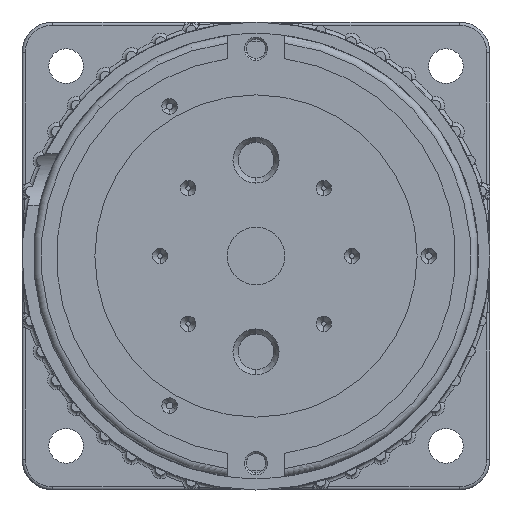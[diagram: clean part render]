
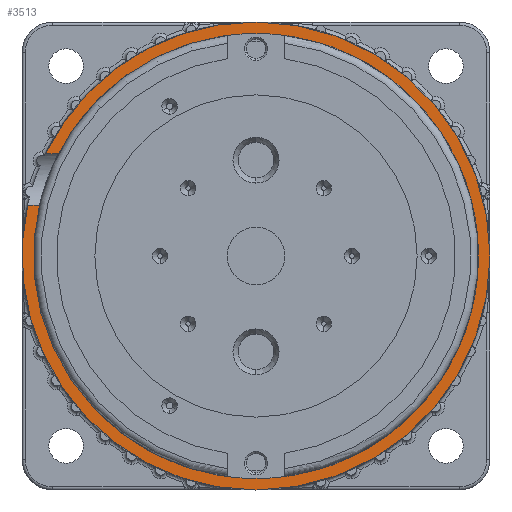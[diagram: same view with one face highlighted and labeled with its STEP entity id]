
A CAD part, front view. The second image highlights one B-rep face of the part: STEP entity #3513.
In plain terms, the highlighted planar face has unit normal (0, -1, 0).
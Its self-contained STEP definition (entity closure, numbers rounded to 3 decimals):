
#565 = CIRCLE ( 'NONE', #8673, 30.5 ) ;
#1108 = CIRCLE ( 'NONE', #21440, 29. ) ;
#1195 = CARTESIAN_POINT ( 'NONE',  ( 0., -61.5, 0. ) ) ;
#1605 = DIRECTION ( 'NONE',  ( 0., -1., 0. ) ) ;
#2456 = CARTESIAN_POINT ( 'NONE',  ( 0., -61.5, 0. ) ) ;
#2633 = AXIS2_PLACEMENT_3D ( 'NONE', #1195, #13108, #2912 ) ;
#2659 = VERTEX_POINT ( 'NONE', #18713 ) ;
#2912 = DIRECTION ( 'NONE',  ( 0., 0., -1. ) ) ;
#3018 = CARTESIAN_POINT ( 'NONE',  ( -28.228, -61.5, 6.646 ) ) ;
#3061 = AXIS2_PLACEMENT_3D ( 'NONE', #11808, #1605, #13519 ) ;
#3144 = EDGE_LOOP ( 'NONE', ( #15368, #20368, #7991, #4274, #5554, #17458, #12652, #12579 ) ) ;
#3513 = ADVANCED_FACE ( 'NONE', ( #4578 ), #13459, .T. ) ;
#3622 = CARTESIAN_POINT ( 'NONE',  ( -30.5, -61.5, 6.646 ) ) ;
#3667 = VERTEX_POINT ( 'NONE', #10562 ) ;
#4145 = DIRECTION ( 'NONE',  ( 0., 0., -1. ) ) ;
#4193 = EDGE_CURVE ( 'NONE', #4469, #17190, #1108, .T. ) ;
#4274 = ORIENTED_EDGE ( 'NONE', *, *, #6169, .T. ) ;
#4469 = VERTEX_POINT ( 'NONE', #9470 ) ;
#4578 = FACE_OUTER_BOUND ( 'NONE', #3144, .T. ) ;
#4689 = CARTESIAN_POINT ( 'NONE',  ( 0., -61.5, 0. ) ) ;
#5033 = CARTESIAN_POINT ( 'NONE',  ( -30.5, -61.5, 13.354 ) ) ;
#5302 = EDGE_CURVE ( 'NONE', #14785, #20355, #17854, .T. ) ;
#5554 = ORIENTED_EDGE ( 'NONE', *, *, #10190, .F. ) ;
#5719 = CARTESIAN_POINT ( 'NONE',  ( 0., -61.5, 0. ) ) ;
#6169 = EDGE_CURVE ( 'NONE', #19747, #8262, #13640, .T. ) ;
#6390 = DIRECTION ( 'NONE',  ( 0., 0., -1. ) ) ;
#7410 = DIRECTION ( 'NONE',  ( 0., 0., -1. ) ) ;
#7812 = CARTESIAN_POINT ( 'NONE',  ( 0., -61.5, 0. ) ) ;
#7991 = ORIENTED_EDGE ( 'NONE', *, *, #8930, .T. ) ;
#8210 = AXIS2_PLACEMENT_3D ( 'NONE', #19723, #9603, #21412 ) ;
#8262 = VERTEX_POINT ( 'NONE', #10710 ) ;
#8323 = VECTOR ( 'NONE', #13608, 1000. ) ;
#8673 = AXIS2_PLACEMENT_3D ( 'NONE', #5719, #17576, #7410 ) ;
#8741 = EDGE_CURVE ( 'NONE', #3667, #2659, #565, .T. ) ;
#8930 = EDGE_CURVE ( 'NONE', #2659, #19747, #20405, .T. ) ;
#9084 = LINE ( 'NONE', #5033, #8323 ) ;
#9470 = CARTESIAN_POINT ( 'NONE',  ( 0., -61.5, 29. ) ) ;
#9486 = DIRECTION ( 'NONE',  ( 0., 0., -1. ) ) ;
#9603 = DIRECTION ( 'NONE',  ( 0., -1., 0. ) ) ;
#10190 = EDGE_CURVE ( 'NONE', #17190, #8262, #9084, .T. ) ;
#10301 = AXIS2_PLACEMENT_3D ( 'NONE', #4689, #16568, #6390 ) ;
#10418 = DIRECTION ( 'NONE',  ( 1., 0., 0. ) ) ;
#10562 = CARTESIAN_POINT ( 'NONE',  ( -29.767, -61.5, 6.646 ) ) ;
#10710 = CARTESIAN_POINT ( 'NONE',  ( -27.421, -61.5, 13.354 ) ) ;
#11808 = CARTESIAN_POINT ( 'NONE',  ( 0., -61.5, 0. ) ) ;
#12579 = ORIENTED_EDGE ( 'NONE', *, *, #5302, .F. ) ;
#12652 = ORIENTED_EDGE ( 'NONE', *, *, #17164, .F. ) ;
#13108 = DIRECTION ( 'NONE',  ( 0., -1., 0. ) ) ;
#13459 = PLANE ( 'NONE',  #3061 ) ;
#13519 = DIRECTION ( 'NONE',  ( 0., 0., -1. ) ) ;
#13608 = DIRECTION ( 'NONE',  ( -1., 0., 0. ) ) ;
#13640 = CIRCLE ( 'NONE', #19398, 30.5 ) ;
#14350 = DIRECTION ( 'NONE',  ( 0., -1., 0. ) ) ;
#14565 = VECTOR ( 'NONE', #10418, 1000. ) ;
#14785 = VERTEX_POINT ( 'NONE', #3018 ) ;
#15033 = CARTESIAN_POINT ( 'NONE',  ( -25.742, -61.5, 13.354 ) ) ;
#15368 = ORIENTED_EDGE ( 'NONE', *, *, #19259, .F. ) ;
#16568 = DIRECTION ( 'NONE',  ( 0., -1., 0. ) ) ;
#17164 = EDGE_CURVE ( 'NONE', #20355, #4469, #21728, .T. ) ;
#17190 = VERTEX_POINT ( 'NONE', #15033 ) ;
#17346 = CARTESIAN_POINT ( 'NONE',  ( 0., -61.5, -29. ) ) ;
#17458 = ORIENTED_EDGE ( 'NONE', *, *, #4193, .F. ) ;
#17576 = DIRECTION ( 'NONE',  ( 0., -1., 0. ) ) ;
#17854 = CIRCLE ( 'NONE', #8210, 29. ) ;
#18713 = CARTESIAN_POINT ( 'NONE',  ( 0., -61.5, -30.5 ) ) ;
#19259 = EDGE_CURVE ( 'NONE', #3667, #14785, #21357, .T. ) ;
#19398 = AXIS2_PLACEMENT_3D ( 'NONE', #2456, #14350, #4145 ) ;
#19605 = DIRECTION ( 'NONE',  ( 0., -1., 0. ) ) ;
#19723 = CARTESIAN_POINT ( 'NONE',  ( 0., -61.5, 0. ) ) ;
#19747 = VERTEX_POINT ( 'NONE', #20534 ) ;
#20355 = VERTEX_POINT ( 'NONE', #17346 ) ;
#20368 = ORIENTED_EDGE ( 'NONE', *, *, #8741, .T. ) ;
#20405 = CIRCLE ( 'NONE', #2633, 30.5 ) ;
#20534 = CARTESIAN_POINT ( 'NONE',  ( 0., -61.5, 30.5 ) ) ;
#21357 = LINE ( 'NONE', #3622, #14565 ) ;
#21412 = DIRECTION ( 'NONE',  ( 0., 0., -1. ) ) ;
#21440 = AXIS2_PLACEMENT_3D ( 'NONE', #7812, #19605, #9486 ) ;
#21728 = CIRCLE ( 'NONE', #10301, 29. ) ;
